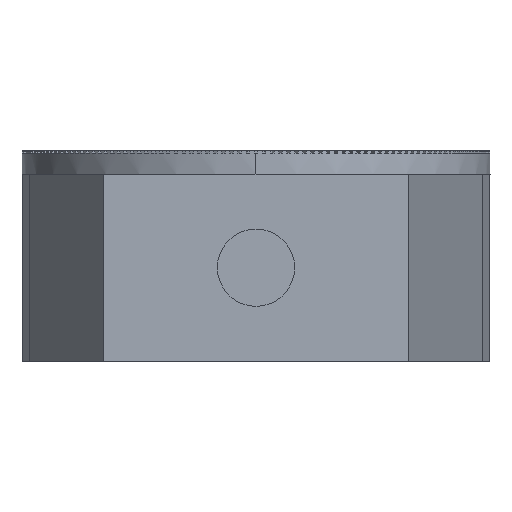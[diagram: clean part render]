
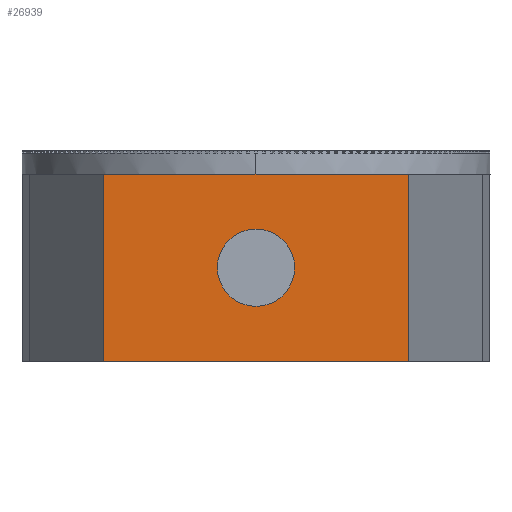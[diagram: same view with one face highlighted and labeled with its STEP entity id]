
A CAD part, front view. The second image highlights one B-rep face of the part: STEP entity #26939.
In plain terms, the highlighted planar face has unit normal (0, -1, 0).
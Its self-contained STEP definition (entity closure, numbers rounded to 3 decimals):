
#877 = CARTESIAN_POINT ( 'NONE',  ( 0., -15., 4. ) ) ;
#1182 = DIRECTION ( 'NONE',  ( 1., 0., 0. ) ) ;
#1446 = DIRECTION ( 'NONE',  ( 1., 0., 0. ) ) ;
#2066 = CARTESIAN_POINT ( 'NONE',  ( -6.5, -15., 8. ) ) ;
#2359 = VERTEX_POINT ( 'NONE', #26695 ) ;
#4056 = EDGE_CURVE ( 'NONE', #33870, #2359, #47610, .T. ) ;
#4256 = CARTESIAN_POINT ( 'NONE',  ( -6.5, -15., 8. ) ) ;
#4437 = EDGE_LOOP ( 'NONE', ( #37841, #20867 ) ) ;
#5120 = EDGE_CURVE ( 'NONE', #29411, #2359, #16403, .T. ) ;
#7164 = FACE_BOUND ( 'NONE', #4437, .T. ) ;
#7977 = AXIS2_PLACEMENT_3D ( 'NONE', #877, #50216, #1182 ) ;
#8618 = ORIENTED_EDGE ( 'NONE', *, *, #39066, .T. ) ;
#8836 = CARTESIAN_POINT ( 'NONE',  ( -1.65, -15., 4. ) ) ;
#9393 = CARTESIAN_POINT ( 'NONE',  ( 6.5, -15., 8. ) ) ;
#10280 = LINE ( 'NONE', #19848, #45558 ) ;
#10645 = DIRECTION ( 'NONE',  ( 1., 0., 0. ) ) ;
#11506 = CIRCLE ( 'NONE', #31828, 1.65 ) ;
#12293 = AXIS2_PLACEMENT_3D ( 'NONE', #2066, #51420, #36764 ) ;
#14500 = DIRECTION ( 'NONE',  ( 0., -1., 0. ) ) ;
#14505 = CARTESIAN_POINT ( 'NONE',  ( 6.5, -15., 8. ) ) ;
#15182 = CARTESIAN_POINT ( 'NONE',  ( 1.65, -15., 4. ) ) ;
#16403 = LINE ( 'NONE', #20877, #45888 ) ;
#17055 = VERTEX_POINT ( 'NONE', #8836 ) ;
#17344 = FACE_OUTER_BOUND ( 'NONE', #40695, .T. ) ;
#19848 = CARTESIAN_POINT ( 'NONE',  ( -6.5, -15., 8. ) ) ;
#20427 = CARTESIAN_POINT ( 'NONE',  ( -6.5, -15., 0. ) ) ;
#20867 = ORIENTED_EDGE ( 'NONE', *, *, #51065, .F. ) ;
#20877 = CARTESIAN_POINT ( 'NONE',  ( -6.5, -15., 0. ) ) ;
#23681 = DIRECTION ( 'NONE',  ( 1., 0., 0. ) ) ;
#24364 = DIRECTION ( 'NONE',  ( 0., 0., -1. ) ) ;
#26695 = CARTESIAN_POINT ( 'NONE',  ( 6.5, -15., 0. ) ) ;
#26939 = ADVANCED_FACE ( 'NONE', ( #7164, #17344 ), #32000, .F. ) ;
#29411 = VERTEX_POINT ( 'NONE', #20427 ) ;
#31828 = AXIS2_PLACEMENT_3D ( 'NONE', #53647, #14500, #10645 ) ;
#32000 = PLANE ( 'NONE',  #12293 ) ;
#33870 = VERTEX_POINT ( 'NONE', #9393 ) ;
#34539 = CARTESIAN_POINT ( 'NONE',  ( -6.5, -15., 8. ) ) ;
#35091 = DIRECTION ( 'NONE',  ( 0., 0., -1. ) ) ;
#36764 = DIRECTION ( 'NONE',  ( -1., 0., 0. ) ) ;
#36807 = VECTOR ( 'NONE', #24364, 1000. ) ;
#36834 = VERTEX_POINT ( 'NONE', #34539 ) ;
#37058 = ORIENTED_EDGE ( 'NONE', *, *, #4056, .F. ) ;
#37841 = ORIENTED_EDGE ( 'NONE', *, *, #39393, .F. ) ;
#39066 = EDGE_CURVE ( 'NONE', #36834, #29411, #10280, .T. ) ;
#39393 = EDGE_CURVE ( 'NONE', #50698, #17055, #49644, .T. ) ;
#40695 = EDGE_LOOP ( 'NONE', ( #52090, #37058, #55283, #8618 ) ) ;
#45558 = VECTOR ( 'NONE', #35091, 1000. ) ;
#45888 = VECTOR ( 'NONE', #1446, 1000. ) ;
#47170 = EDGE_CURVE ( 'NONE', #36834, #33870, #47858, .T. ) ;
#47610 = LINE ( 'NONE', #14505, #36807 ) ;
#47858 = LINE ( 'NONE', #4256, #61483 ) ;
#49644 = CIRCLE ( 'NONE', #7977, 1.65 ) ;
#50216 = DIRECTION ( 'NONE',  ( 0., -1., 0. ) ) ;
#50698 = VERTEX_POINT ( 'NONE', #15182 ) ;
#51065 = EDGE_CURVE ( 'NONE', #17055, #50698, #11506, .T. ) ;
#51420 = DIRECTION ( 'NONE',  ( 0., 1., 0. ) ) ;
#52090 = ORIENTED_EDGE ( 'NONE', *, *, #5120, .T. ) ;
#53647 = CARTESIAN_POINT ( 'NONE',  ( 0., -15., 4. ) ) ;
#55283 = ORIENTED_EDGE ( 'NONE', *, *, #47170, .F. ) ;
#61483 = VECTOR ( 'NONE', #23681, 1000. ) ;
